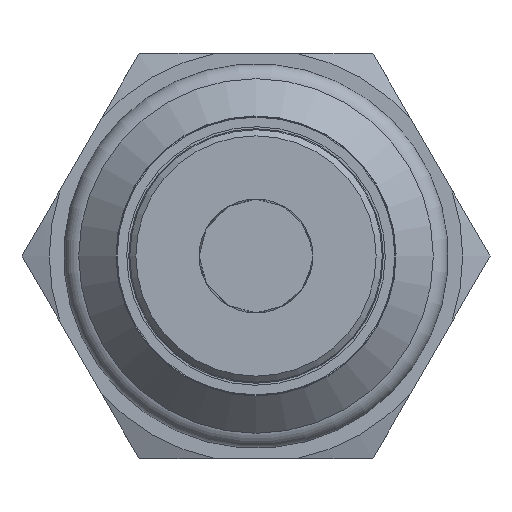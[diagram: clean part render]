
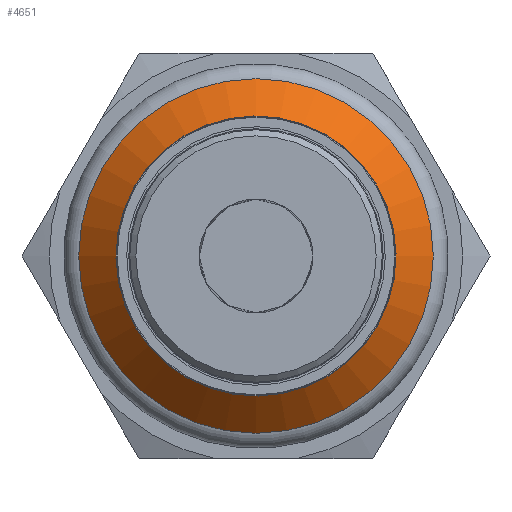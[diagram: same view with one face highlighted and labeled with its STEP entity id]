
A CAD part, left-side view. The second image highlights one B-rep face of the part: STEP entity #4651.
In plain terms, the highlighted conical face has half-angle 45 degrees and reference radius 9.906 mm.
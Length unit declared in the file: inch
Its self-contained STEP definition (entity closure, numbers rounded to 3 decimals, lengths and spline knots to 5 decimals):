
#4599=CARTESIAN_POINT('',(-0.855,0.3425,0.0));
#4600=VERTEX_POINT('',#4599);
#4601=CARTESIAN_POINT('',(-0.855,0.0,0.0));
#4602=DIRECTION('',(1.0,0.0,0.0));
#4603=DIRECTION('',(0.0,1.0,0.0));
#4604=AXIS2_PLACEMENT_3D('',#4601,#4602,#4603);
#4605=CIRCLE('',#4604,0.3425);
#4606=EDGE_CURVE('',#4600,#4600,#4605,.T.);
#4632=CARTESIAN_POINT('',(-0.8075,0.0,0.0));
#4633=DIRECTION('',(1.0,0.0,0.0));
#4634=DIRECTION('',(0.0,1.0,0.0));
#4635=AXIS2_PLACEMENT_3D('',#4632,#4633,#4634);
#4636=CONICAL_SURFACE('',#4635,0.39,45.);
#4637=CARTESIAN_POINT('',(-0.76,0.4375,0.0));
#4638=VERTEX_POINT('',#4637);
#4639=CARTESIAN_POINT('',(-0.76,0.0,0.0));
#4640=DIRECTION('',(1.0,0.0,0.0));
#4641=DIRECTION('',(0.0,1.0,0.0));
#4642=AXIS2_PLACEMENT_3D('',#4639,#4640,#4641);
#4643=CIRCLE('',#4642,0.4375);
#4644=EDGE_CURVE('',#4638,#4638,#4643,.T.);
#4645=ORIENTED_EDGE('',*,*,#4644,.F.);
#4646=EDGE_LOOP('',(#4645));
#4647=FACE_OUTER_BOUND('',#4646,.T.);
#4648=ORIENTED_EDGE('',*,*,#4606,.T.);
#4649=EDGE_LOOP('',(#4648));
#4650=FACE_BOUND('',#4649,.T.);
#4651=ADVANCED_FACE('',(#4647,#4650),#4636,.T.);
